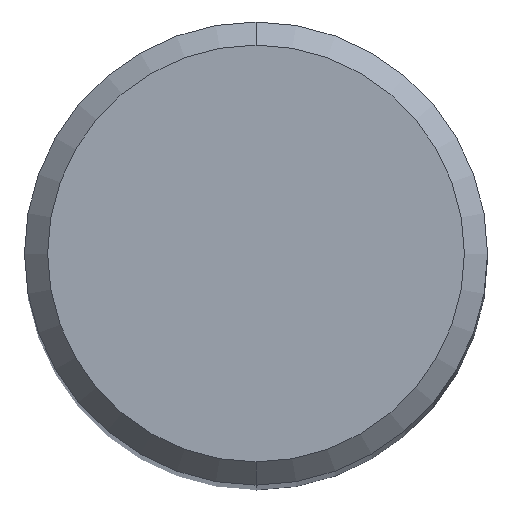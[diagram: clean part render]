
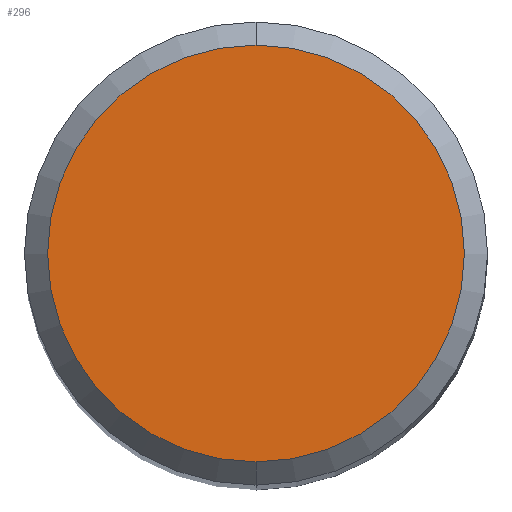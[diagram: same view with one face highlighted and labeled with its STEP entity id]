
A CAD part, top view. The second image highlights one B-rep face of the part: STEP entity #296.
In plain terms, the highlighted planar face has unit normal (0, 0, 1).
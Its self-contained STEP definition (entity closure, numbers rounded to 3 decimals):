
#156=EDGE_CURVE('',#274,#298,#400,.T.);
#240=EDGE_CURVE('',#298,#274,#494,.T.);
#274=VERTEX_POINT('',#535);
#296=ADVANCED_FACE('',(#560),#561,.T.);
#298=VERTEX_POINT('',#563);
#400=CIRCLE('',#667,7.2);
#494=CIRCLE('',#785,7.2);
#535=CARTESIAN_POINT('',(0.0,7.2,0.0));
#560=FACE_OUTER_BOUND('',#866,.T.);
#561=PLANE('',#867);
#563=CARTESIAN_POINT('',(0.,-7.2,0.0));
#667=AXIS2_PLACEMENT_3D('',#996,#997,#998);
#785=AXIS2_PLACEMENT_3D('',#1103,#1104,#1105);
#866=EDGE_LOOP('',(#1208,#1209));
#867=AXIS2_PLACEMENT_3D('',#1210,#1211,#1212);
#996=CARTESIAN_POINT('',(0.0,0.0,0.0));
#997=DIRECTION('',(0.0,0.0,-1.0));
#998=DIRECTION('',(0.0,1.0,0.0));
#1103=CARTESIAN_POINT('',(0.0,0.0,0.0));
#1104=DIRECTION('',(0.0,0.0,-1.0));
#1105=DIRECTION('',(0.0,1.0,0.0));
#1208=ORIENTED_EDGE('',*,*,#156,.F.);
#1209=ORIENTED_EDGE('',*,*,#240,.F.);
#1210=CARTESIAN_POINT('',(0.0,3.6,0.0));
#1211=DIRECTION('',(-0.0,0.0,1.0));
#1212=DIRECTION('',(0.0,-1.0,0.0));
